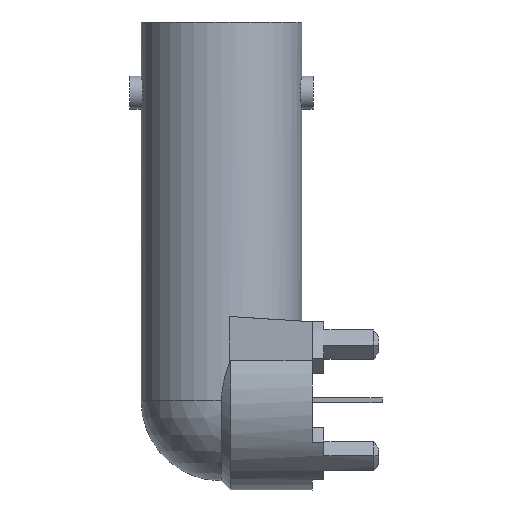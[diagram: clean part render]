
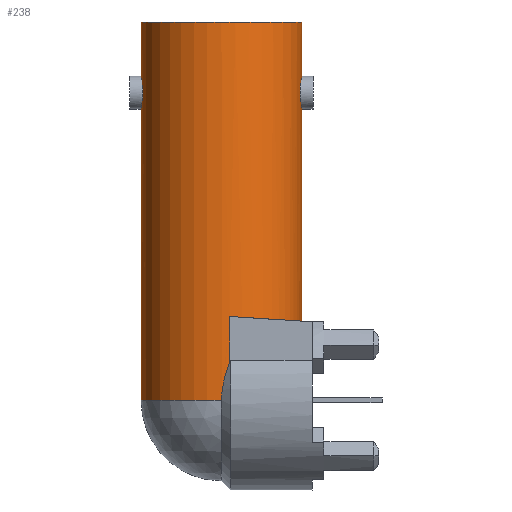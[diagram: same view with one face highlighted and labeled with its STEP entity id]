
A CAD part, left-side view. The second image highlights one B-rep face of the part: STEP entity #238.
In plain terms, the highlighted cylindrical face has radius 4.825 mm (diameter 9.65 mm), a partial arc.
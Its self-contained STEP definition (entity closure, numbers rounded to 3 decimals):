
#164 = VERTEX_POINT('',#165);
#165 = CARTESIAN_POINT('',(0.,4.825,-22.725));
#173 = VERTEX_POINT('',#174);
#174 = CARTESIAN_POINT('',(-4.825,0.,-22.725));
#181 = EDGE_CURVE('',#164,#173,#182,.T.);
#182 = CIRCLE('',#183,4.825);
#183 = AXIS2_PLACEMENT_3D('',#184,#185,#186);
#184 = CARTESIAN_POINT('',(0.,0.,-22.725));
#185 = DIRECTION('',(0.,-0.,1.));
#186 = DIRECTION('',(0.,1.,0.));
#197 = VERTEX_POINT('',#198);
#198 = CARTESIAN_POINT('',(0.,4.825,0.));
#199 = VERTEX_POINT('',#200);
#200 = CARTESIAN_POINT('',(0.,-4.825,0.));
#207 = EDGE_CURVE('',#197,#199,#208,.T.);
#208 = CIRCLE('',#209,4.825);
#209 = AXIS2_PLACEMENT_3D('',#210,#211,#212);
#210 = CARTESIAN_POINT('',(0.,0.,0.));
#211 = DIRECTION('',(0.,-0.,1.));
#212 = DIRECTION('',(0.,1.,0.));
#238 = ADVANCED_FACE('',(#239),#352,.T.);
#239 = FACE_BOUND('',#240,.T.);
#240 = EDGE_LOOP('',(#241,#249,#250,#258,#281,#287,#288,#301,#309,#323,
    #331));
#241 = ORIENTED_EDGE('',*,*,#242,.T.);
#242 = EDGE_CURVE('',#243,#199,#245,.T.);
#243 = VERTEX_POINT('',#244);
#244 = CARTESIAN_POINT('',(0.,-4.825,-3.249));
#245 = LINE('',#246,#247);
#246 = CARTESIAN_POINT('',(0.,-4.825,-3.249));
#247 = VECTOR('',#248,1.);
#248 = DIRECTION('',(0.,0.,1.));
#249 = ORIENTED_EDGE('',*,*,#207,.F.);
#250 = ORIENTED_EDGE('',*,*,#251,.F.);
#251 = EDGE_CURVE('',#252,#197,#254,.T.);
#252 = VERTEX_POINT('',#253);
#253 = CARTESIAN_POINT('',(0.,4.825,-3.249));
#254 = LINE('',#255,#256);
#255 = CARTESIAN_POINT('',(0.,4.825,-3.249));
#256 = VECTOR('',#257,1.);
#257 = DIRECTION('',(0.,0.,1.));
#258 = ORIENTED_EDGE('',*,*,#259,.F.);
#259 = EDGE_CURVE('',#260,#252,#262,.T.);
#260 = VERTEX_POINT('',#261);
#261 = CARTESIAN_POINT('',(0.,4.825,-5.23));
#262 = B_SPLINE_CURVE_WITH_KNOTS('',3,(#263,#264,#265,#266,#267,#268,
    #269,#270,#271,#272,#273,#274,#275,#276,#277,#278,#279,#280),
  .UNSPECIFIED.,.F.,.F.,(4,1,1,1,1,1,1,1,1,1,1,1,1,1,1,4),(0.,
    0.067,0.133,0.2,0.267,0.333,
    0.4,0.467,0.533,0.6,0.667,0.733,
    0.8,0.867,0.933,1.),.UNSPECIFIED.);
#263 = CARTESIAN_POINT('',(0.,4.825,-5.23));
#264 = CARTESIAN_POINT('',(-0.071,4.825,-5.23));
#265 = CARTESIAN_POINT('',(-0.209,4.822,-5.215
    ));
#266 = CARTESIAN_POINT('',(-0.409,4.809,-5.15
    ));
#267 = CARTESIAN_POINT('',(-0.591,4.79,
    -5.043));
#268 = CARTESIAN_POINT('',(-0.746,4.768,
    -4.903));
#269 = CARTESIAN_POINT('',(-0.868,4.747,-4.731)
  );
#270 = CARTESIAN_POINT('',(-0.952,4.73,
    -4.539));
#271 = CARTESIAN_POINT('',(-0.994,4.722,
    -4.33));
#272 = CARTESIAN_POINT('',(-0.991,4.722,-4.121
    ));
#273 = CARTESIAN_POINT('',(-0.944,4.732,
    -3.915));
#274 = CARTESIAN_POINT('',(-0.857,4.749,-3.729
    ));
#275 = CARTESIAN_POINT('',(-0.733,4.77,
    -3.563));
#276 = CARTESIAN_POINT('',(-0.58,4.791,
    -3.428));
#277 = CARTESIAN_POINT('',(-0.401,4.81,
    -3.326));
#278 = CARTESIAN_POINT('',(-0.204,4.822,
    -3.263));
#279 = CARTESIAN_POINT('',(-0.069,4.825,-3.249));
#280 = CARTESIAN_POINT('',(0.,4.825,-3.249));
#281 = ORIENTED_EDGE('',*,*,#282,.F.);
#282 = EDGE_CURVE('',#164,#260,#283,.T.);
#283 = LINE('',#284,#285);
#284 = CARTESIAN_POINT('',(0.,4.825,-22.725));
#285 = VECTOR('',#286,1.);
#286 = DIRECTION('',(0.,0.,1.));
#287 = ORIENTED_EDGE('',*,*,#181,.T.);
#288 = ORIENTED_EDGE('',*,*,#289,.F.);
#289 = EDGE_CURVE('',#290,#173,#292,.T.);
#290 = VERTEX_POINT('',#291);
#291 = CARTESIAN_POINT('',(-4.8,-0.491,-20.441));
#292 = B_SPLINE_CURVE_WITH_KNOTS('',3,(#293,#294,#295,#296,#297,#298,
    #299,#300),.UNSPECIFIED.,.F.,.F.,(4,1,1,1,1,4),(0.,0.2,0.4,0.6,0.8,
    1.),.QUASI_UNIFORM_KNOTS.);
#293 = CARTESIAN_POINT('',(-4.8,-0.491,-20.441));
#294 = CARTESIAN_POINT('',(-4.806,-0.436,
    -20.581));
#295 = CARTESIAN_POINT('',(-4.814,-0.33,
    -20.866));
#296 = CARTESIAN_POINT('',(-4.822,-0.191,
    -21.318));
#297 = CARTESIAN_POINT('',(-4.825,-0.083,
    -21.784));
#298 = CARTESIAN_POINT('',(-4.825,-0.015,
    -22.259));
#299 = CARTESIAN_POINT('',(-4.825,0.,-22.57));
#300 = CARTESIAN_POINT('',(-4.825,0.,-22.725));
#301 = ORIENTED_EDGE('',*,*,#302,.T.);
#302 = EDGE_CURVE('',#290,#303,#305,.T.);
#303 = VERTEX_POINT('',#304);
#304 = CARTESIAN_POINT('',(-4.8,-0.491,-17.682));
#305 = LINE('',#306,#307);
#306 = CARTESIAN_POINT('',(-4.8,-0.491,-20.441));
#307 = VECTOR('',#308,1.);
#308 = DIRECTION('',(0.,0.,1.));
#309 = ORIENTED_EDGE('',*,*,#310,.T.);
#310 = EDGE_CURVE('',#303,#311,#313,.T.);
#311 = VERTEX_POINT('',#312);
#312 = CARTESIAN_POINT('',(0.,-4.825,-17.96));
#313 = B_SPLINE_CURVE_WITH_KNOTS('',3,(#314,#315,#316,#317,#318,#319,
    #320,#321,#322),.UNSPECIFIED.,.F.,.F.,(4,1,1,1,1,1,4),(0.,0.125,0.25
    ,0.5,0.75,0.875,1.),.UNSPECIFIED.);
#314 = CARTESIAN_POINT('',(-4.8,-0.491,-17.682));
#315 = CARTESIAN_POINT('',(-4.763,-0.851,
    -17.705));
#316 = CARTESIAN_POINT('',(-4.619,-1.495,
    -17.746));
#317 = CARTESIAN_POINT('',(-4.147,-2.58,
    -17.816));
#318 = CARTESIAN_POINT('',(-3.293,-3.644,
    -17.884));
#319 = CARTESIAN_POINT('',(-2.148,-4.387,
    -17.932));
#320 = CARTESIAN_POINT('',(-1.019,-4.746,
    -17.955));
#321 = CARTESIAN_POINT('',(-0.363,-4.825,-17.96));
#322 = CARTESIAN_POINT('',(0.,-4.825,-17.96));
#323 = ORIENTED_EDGE('',*,*,#324,.T.);
#324 = EDGE_CURVE('',#311,#325,#327,.T.);
#325 = VERTEX_POINT('',#326);
#326 = CARTESIAN_POINT('',(0.,-4.825,-5.23));
#327 = LINE('',#328,#329);
#328 = CARTESIAN_POINT('',(0.,-4.825,-17.96));
#329 = VECTOR('',#330,1.);
#330 = DIRECTION('',(0.,0.,1.));
#331 = ORIENTED_EDGE('',*,*,#332,.F.);
#332 = EDGE_CURVE('',#243,#325,#333,.T.);
#333 = B_SPLINE_CURVE_WITH_KNOTS('',3,(#334,#335,#336,#337,#338,#339,
    #340,#341,#342,#343,#344,#345,#346,#347,#348,#349,#350,#351),
  .UNSPECIFIED.,.F.,.F.,(4,1,1,1,1,1,1,1,1,1,1,1,1,1,1,4),(0.,
    0.067,0.133,0.2,0.267,0.333,
    0.4,0.467,0.533,0.6,0.667,0.733,
    0.8,0.867,0.933,1.),.UNSPECIFIED.);
#334 = CARTESIAN_POINT('',(0.,-4.825,-3.249));
#335 = CARTESIAN_POINT('',(-0.069,-4.825,-3.249));
#336 = CARTESIAN_POINT('',(-0.203,-4.822,
    -3.263));
#337 = CARTESIAN_POINT('',(-0.399,-4.81,
    -3.325));
#338 = CARTESIAN_POINT('',(-0.578,-4.791,
    -3.427));
#339 = CARTESIAN_POINT('',(-0.731,-4.77,
    -3.561));
#340 = CARTESIAN_POINT('',(-0.855,-4.749,
    -3.725));
#341 = CARTESIAN_POINT('',(-0.942,-4.732,
    -3.911));
#342 = CARTESIAN_POINT('',(-0.99,-4.722,
    -4.117));
#343 = CARTESIAN_POINT('',(-0.994,-4.721,
    -4.326));
#344 = CARTESIAN_POINT('',(-0.953,-4.73,
    -4.536));
#345 = CARTESIAN_POINT('',(-0.87,-4.746,
    -4.729));
#346 = CARTESIAN_POINT('',(-0.747,-4.768,
    -4.901));
#347 = CARTESIAN_POINT('',(-0.592,-4.789,
    -5.042));
#348 = CARTESIAN_POINT('',(-0.41,-4.809,
    -5.149));
#349 = CARTESIAN_POINT('',(-0.209,-4.822,
    -5.215));
#350 = CARTESIAN_POINT('',(-0.071,-4.825,-5.23));
#351 = CARTESIAN_POINT('',(0.,-4.825,-5.23));
#352 = CYLINDRICAL_SURFACE('',#353,4.825);
#353 = AXIS2_PLACEMENT_3D('',#354,#355,#356);
#354 = CARTESIAN_POINT('',(0.,0.,-28.928));
#355 = DIRECTION('',(0.,0.,-1.));
#356 = DIRECTION('',(0.,1.,0.));
